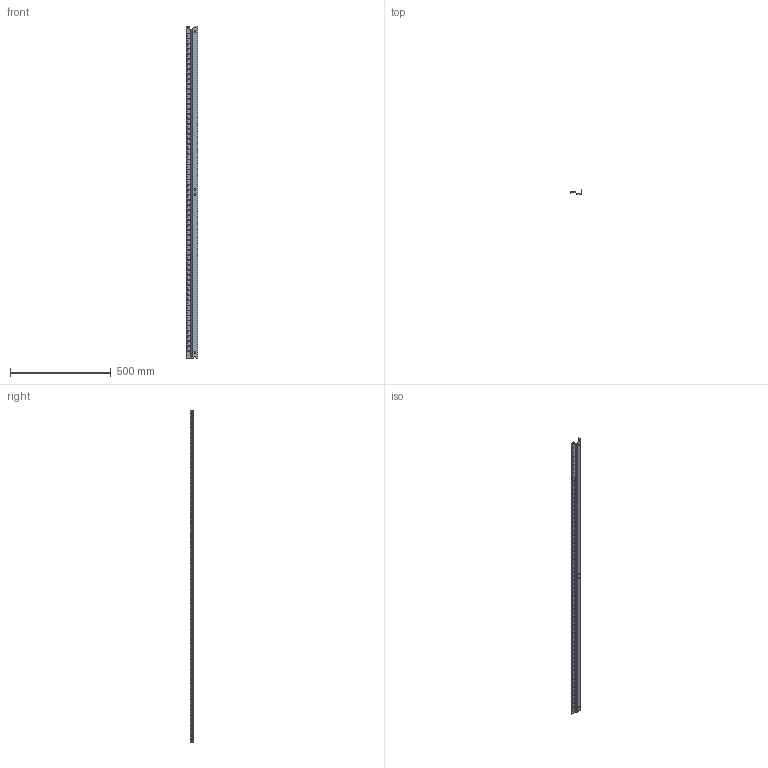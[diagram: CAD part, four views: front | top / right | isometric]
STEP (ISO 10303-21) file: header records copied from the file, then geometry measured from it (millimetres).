
FILE_DESCRIPTION((''),'2;1');
FILE_NAME('ASM0001_ASM','2023-02-28T13:35:51',('klemen.sitar'),('Audax d.o.o.'),'CREO PARAMETRIC BY PTC INC, 2021304','CREO PARAMETRIC BY PTC INC, 2021304','');
FILE_SCHEMA(('AP242_MANAGED_MODEL_BASED_3D_ENGINEERING_MIM_LF { 1 0 10303 442 1 1 4 }'));
Length unit declared in the file: millimetre
Products named in the file (2): PRT0003; ASM0001_ASM
Assembly tree (1 placements, depth 2):
  ASM0001_ASM
    PRT0003
Bounding box: 59 x 17 x 1648.5 mm (x, y, z)
Volume: 190175.8 mm3; surface area: 267513.4 mm2
Topology: 1 solids, 1 shells, 697 faces, 2079 edges, 1384 vertices
Faces by surface type: cylinder 664, plane 33
Entity records: 32317 total; most frequent: DIRECTION 4806, CARTESIAN_POINT 4170, ORIENTED_EDGE 4158, PRESENTATION_STYLE_ASSIGNMENT 2080, STYLED_ITEM 2080, CURVE_STYLE 2079, EDGE_CURVE 2079, AXIS2_PLACEMENT_3D 2028
